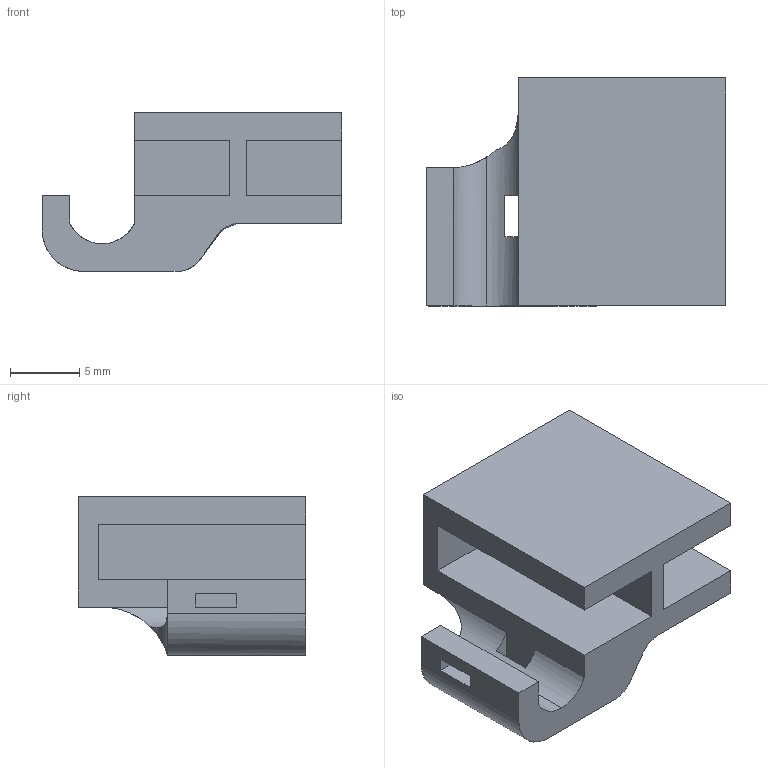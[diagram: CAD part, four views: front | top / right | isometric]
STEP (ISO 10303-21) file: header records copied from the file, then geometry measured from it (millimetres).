
FILE_DESCRIPTION (( 'STEP AP203' ), '1' );
FILE_NAME ('18b20_mount_radijator.STEP', '2023-02-15T18:23:36', ( '' ), ( '' ), 'SwSTEP 2.0', 'SolidWorks 2013', '' );
FILE_SCHEMA (( 'CONFIG_CONTROL_DESIGN' ));
Length unit declared in the file: millimetre
Products named in the file (1): 18b20_mount_radijator
Bounding box: 21.7 x 16.5 x 11.5 mm (x, y, z)
Volume: 1561.2 mm3; surface area: 1738.9 mm2
Topology: 1 solids, 1 shells, 32 faces, 93 edges, 61 vertices
Faces by surface type: plane 26, cylinder 5, bspline 1
Entity records: 1192 total; most frequent: CARTESIAN_POINT 273, ORIENTED_EDGE 186, DIRECTION 156, EDGE_CURVE 93, LINE 78, VECTOR 78, VERTEX_POINT 61, AXIS2_PLACEMENT_3D 39
